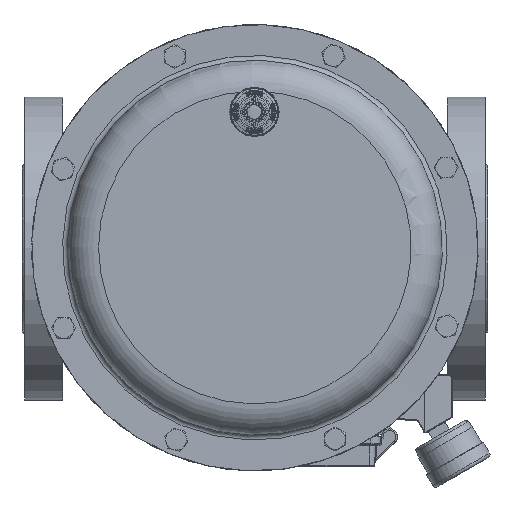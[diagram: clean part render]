
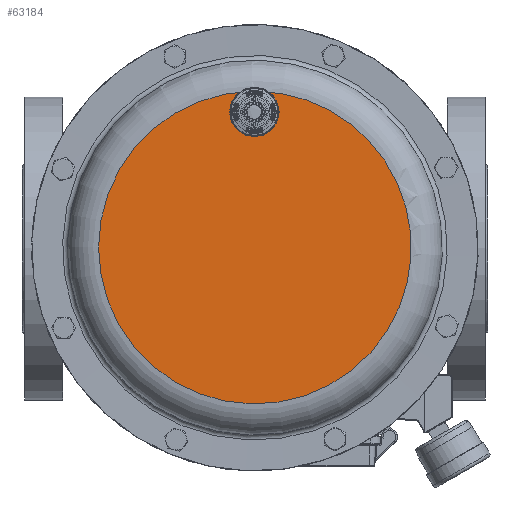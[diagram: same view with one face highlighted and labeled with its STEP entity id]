
A CAD part, top view. The second image highlights one B-rep face of the part: STEP entity #63184.
In plain terms, the highlighted planar face has unit normal (0, 0, 1).
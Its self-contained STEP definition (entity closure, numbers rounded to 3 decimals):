
#3033=PLANE('',#68233);
#14274=FACE_OUTER_BOUND('',#17984,.T.);
#17984=EDGE_LOOP('',(#51659,#51660,#51661,#51662));
#20591=CIRCLE('',#67455,13.05);
#20627=CIRCLE('',#67498,98.);
#20629=CIRCLE('',#67500,98.);
#20821=CIRCLE('',#67769,13.05);
#27289=VERTEX_POINT('',#128368);
#27290=VERTEX_POINT('',#128376);
#27377=VERTEX_POINT('',#129901);
#27378=VERTEX_POINT('',#129903);
#35038=EDGE_CURVE('',#27289,#27290,#20591,.T.);
#35136=EDGE_CURVE('',#27377,#27378,#20627,.T.);
#35138=EDGE_CURVE('',#27289,#27377,#20629,.T.);
#35411=EDGE_CURVE('',#27290,#27378,#20821,.T.);
#51659=ORIENTED_EDGE('',*,*,#35138,.F.);
#51660=ORIENTED_EDGE('',*,*,#35038,.T.);
#51661=ORIENTED_EDGE('',*,*,#35411,.T.);
#51662=ORIENTED_EDGE('',*,*,#35136,.F.);
#63184=ADVANCED_FACE('',(#14274),#3033,.F.);
#67455=AXIS2_PLACEMENT_3D('',#128383,#78930,#78931);
#67498=AXIS2_PLACEMENT_3D('',#129904,#79026,#79027);
#67500=AXIS2_PLACEMENT_3D('',#129906,#79030,#79031);
#67769=AXIS2_PLACEMENT_3D('',#130498,#79633,#79634);
#68233=AXIS2_PLACEMENT_3D('',#132542,#80787,#80788);
#78930=DIRECTION('center_axis',(0.,0.,
-1.));
#78931=DIRECTION('ref_axis',(-0.925,0.379,0.));
#79026=DIRECTION('center_axis',(0.,0.,
-1.));
#79027=DIRECTION('ref_axis',(-0.925,0.379,0.));
#79030=DIRECTION('center_axis',(0.,0.,
-1.));
#79031=DIRECTION('ref_axis',(-0.925,0.379,0.));
#79633=DIRECTION('center_axis',(0.,0.,
-1.));
#79634=DIRECTION('ref_axis',(-0.925,0.379,0.));
#80787=DIRECTION('center_axis',(0.,0.,
-1.));
#80788=DIRECTION('ref_axis',(-0.925,0.379,0.));
#128368=CARTESIAN_POINT('',(0.831,97.996,393.));
#128376=CARTESIAN_POINT('',(-0.29,71.949,393.));
#128383=CARTESIAN_POINT('Origin',(-0.342,84.999,393.));
#129901=CARTESIAN_POINT('',(90.691,-37.138,393.));
#129903=CARTESIAN_POINT('',(-1.62,97.987,393.));
#129904=CARTESIAN_POINT('Origin',(0.,0.,
393.));
#129906=CARTESIAN_POINT('Origin',(0.,0.,
393.));
#130498=CARTESIAN_POINT('Origin',(-0.342,84.999,393.));
#132542=CARTESIAN_POINT('Origin',(0.,0.,
393.));
